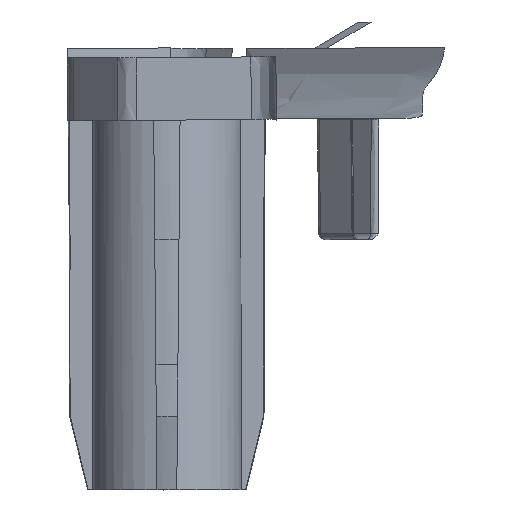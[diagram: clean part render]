
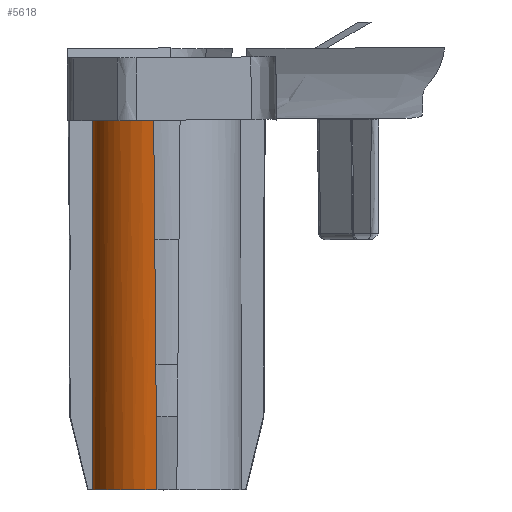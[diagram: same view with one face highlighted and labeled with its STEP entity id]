
A CAD part, top view. The second image highlights one B-rep face of the part: STEP entity #5618.
In plain terms, the highlighted cylindrical face has radius 3 mm (diameter 6 mm), a partial arc.
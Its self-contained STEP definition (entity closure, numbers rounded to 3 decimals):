
#5618 = ADVANCED_FACE('',(#5619),#5637,.T.);
#5619 = FACE_BOUND('',#5620,.T.);
#5620 = EDGE_LOOP('',(#5621,#5647,#5672,#5691));
#5621 = ORIENTED_EDGE('',*,*,#5622,.T.);
#5622 = EDGE_CURVE('',#5623,#5625,#5627,.T.);
#5623 = VERTEX_POINT('',#5624);
#5624 = CARTESIAN_POINT('',(1796.072,-781.537,
    1500.096));
#5625 = VERTEX_POINT('',#5626);
#5626 = CARTESIAN_POINT('',(1795.943,-766.763,
    1500.076));
#5627 = SURFACE_CURVE('',#5628,(#5636),.PCURVE_S1.);
#5628 = B_SPLINE_CURVE_WITH_KNOTS('',3,(#5629,#5630,#5631,#5632,#5633,
    #5634,#5635),.UNSPECIFIED.,.F.,.F.,(4,3,4),(0.,0.406,1.),
  .UNSPECIFIED.);
#5629 = CARTESIAN_POINT('',(1796.072,-781.537,
    1500.096));
#5630 = CARTESIAN_POINT('',(1796.055,-779.537,
    1500.094));
#5631 = CARTESIAN_POINT('',(1796.037,-777.538,
    1500.091));
#5632 = CARTESIAN_POINT('',(1796.02,-775.538,
    1500.089));
#5633 = CARTESIAN_POINT('',(1795.994,-772.613,
    1500.085));
#5634 = CARTESIAN_POINT('',(1795.969,-769.688,
    1500.08));
#5635 = CARTESIAN_POINT('',(1795.943,-766.763,
    1500.076));
#5636 = PCURVE('',#5637,#5642);
#5637 = CYLINDRICAL_SURFACE('',#5638,3.);
#5638 = AXIS2_PLACEMENT_3D('',#5639,#5640,#5641);
#5639 = CARTESIAN_POINT('',(1796.469,-781.537,
    1497.122));
#5640 = DIRECTION('',(0.,1.,0.));
#5641 = DIRECTION('',(0.339,0.,-0.941));
#5642 = DEFINITIONAL_REPRESENTATION('',(#5643),#5646);
#5643 = B_SPLINE_CURVE_WITH_KNOTS('',1,(#5644,#5645),.UNSPECIFIED.,.F.,
  .F.,(2,2),(0.,1.),.PIECEWISE_BEZIER_KNOTS.);
#5644 = CARTESIAN_POINT('',(3.355,0.));
#5645 = CARTESIAN_POINT('',(3.311,14.774));
#5646 = ( GEOMETRIC_REPRESENTATION_CONTEXT(2) 
PARAMETRIC_REPRESENTATION_CONTEXT() REPRESENTATION_CONTEXT('2D SPACE',''
  ) );
#5647 = ORIENTED_EDGE('',*,*,#5648,.T.);
#5648 = EDGE_CURVE('',#5625,#5649,#5651,.T.);
#5649 = VERTEX_POINT('',#5650);
#5650 = CARTESIAN_POINT('',(1793.514,-766.764,
    1497.645));
#5651 = SURFACE_CURVE('',#5652,(#5666),.PCURVE_S1.);
#5652 = B_SPLINE_CURVE_WITH_KNOTS('',3,(#5653,#5654,#5655,#5656,#5657,
    #5658,#5659,#5660,#5661,#5662,#5663,#5664,#5665),.UNSPECIFIED.,.F.,
  .F.,(4,3,3,3,4),(0.,0.235,0.511,0.788,1.),
  .UNSPECIFIED.);
#5653 = CARTESIAN_POINT('',(1795.943,-766.763,
    1500.076));
#5654 = CARTESIAN_POINT('',(1795.662,-766.765,
    1500.026));
#5655 = CARTESIAN_POINT('',(1795.386,-766.766,
    1499.935));
#5656 = CARTESIAN_POINT('',(1795.131,-766.768,
    1499.808));
#5657 = CARTESIAN_POINT('',(1794.831,-766.769,
    1499.658));
#5658 = CARTESIAN_POINT('',(1794.552,-766.77,
    1499.454));
#5659 = CARTESIAN_POINT('',(1794.318,-766.77,
    1499.214));
#5660 = CARTESIAN_POINT('',(1794.084,-766.77,
    1498.973));
#5661 = CARTESIAN_POINT('',(1793.888,-766.769,
    1498.688));
#5662 = CARTESIAN_POINT('',(1793.747,-766.768,
    1498.384));
#5663 = CARTESIAN_POINT('',(1793.638,-766.767,
    1498.15));
#5664 = CARTESIAN_POINT('',(1793.559,-766.765,
    1497.899));
#5665 = CARTESIAN_POINT('',(1793.514,-766.764,
    1497.645));
#5666 = PCURVE('',#5637,#5667);
#5667 = DEFINITIONAL_REPRESENTATION('',(#5668),#5671);
#5668 = B_SPLINE_CURVE_WITH_KNOTS('',1,(#5669,#5670),.UNSPECIFIED.,.F.,
  .F.,(2,2),(0.,1.),.PIECEWISE_BEZIER_KNOTS.);
#5669 = CARTESIAN_POINT('',(3.311,14.774));
#5670 = CARTESIAN_POINT('',(2.092,14.774));
#5671 = ( GEOMETRIC_REPRESENTATION_CONTEXT(2) 
PARAMETRIC_REPRESENTATION_CONTEXT() REPRESENTATION_CONTEXT('2D SPACE',''
  ) );
#5672 = ORIENTED_EDGE('',*,*,#5673,.T.);
#5673 = EDGE_CURVE('',#5649,#5674,#5676,.T.);
#5674 = VERTEX_POINT('',#5675);
#5675 = CARTESIAN_POINT('',(1793.495,-781.537,
    1497.516));
#5676 = SURFACE_CURVE('',#5677,(#5685),.PCURVE_S1.);
#5677 = B_SPLINE_CURVE_WITH_KNOTS('',3,(#5678,#5679,#5680,#5681,#5682,
    #5683,#5684),.UNSPECIFIED.,.F.,.F.,(4,3,4),(0.,0.281,1.),
  .UNSPECIFIED.);
#5678 = CARTESIAN_POINT('',(1793.514,-766.764,
    1497.645));
#5679 = CARTESIAN_POINT('',(1793.512,-768.146,
    1497.633));
#5680 = CARTESIAN_POINT('',(1793.51,-769.528,
    1497.621));
#5681 = CARTESIAN_POINT('',(1793.508,-770.91,
    1497.609));
#5682 = CARTESIAN_POINT('',(1793.503,-774.452,
    1497.578));
#5683 = CARTESIAN_POINT('',(1793.499,-777.995,
    1497.547));
#5684 = CARTESIAN_POINT('',(1793.495,-781.537,
    1497.516));
#5685 = PCURVE('',#5637,#5686);
#5686 = DEFINITIONAL_REPRESENTATION('',(#5687),#5690);
#5687 = B_SPLINE_CURVE_WITH_KNOTS('',1,(#5688,#5689),.UNSPECIFIED.,.F.,
  .F.,(2,2),(0.,1.),.PIECEWISE_BEZIER_KNOTS.);
#5688 = CARTESIAN_POINT('',(2.092,14.774));
#5689 = CARTESIAN_POINT('',(2.048,0.));
#5690 = ( GEOMETRIC_REPRESENTATION_CONTEXT(2) 
PARAMETRIC_REPRESENTATION_CONTEXT() REPRESENTATION_CONTEXT('2D SPACE',''
  ) );
#5691 = ORIENTED_EDGE('',*,*,#5692,.T.);
#5692 = EDGE_CURVE('',#5674,#5623,#5693,.T.);
#5693 = SURFACE_CURVE('',#5694,(#5699),.PCURVE_S1.);
#5694 = CIRCLE('',#5695,3.);
#5695 = AXIS2_PLACEMENT_3D('',#5696,#5697,#5698);
#5696 = CARTESIAN_POINT('',(1796.469,-781.537,
    1497.122));
#5697 = DIRECTION('',(0.,1.,0.));
#5698 = DIRECTION('',(0.837,0.,-0.547));
#5699 = PCURVE('',#5637,#5700);
#5700 = DEFINITIONAL_REPRESENTATION('',(#5701),#5705);
#5701 = LINE('',#5702,#5703);
#5702 = CARTESIAN_POINT('',(-0.646,0.));
#5703 = VECTOR('',#5704,1.);
#5704 = DIRECTION('',(1.,0.));
#5705 = ( GEOMETRIC_REPRESENTATION_CONTEXT(2) 
PARAMETRIC_REPRESENTATION_CONTEXT() REPRESENTATION_CONTEXT('2D SPACE',''
  ) );
